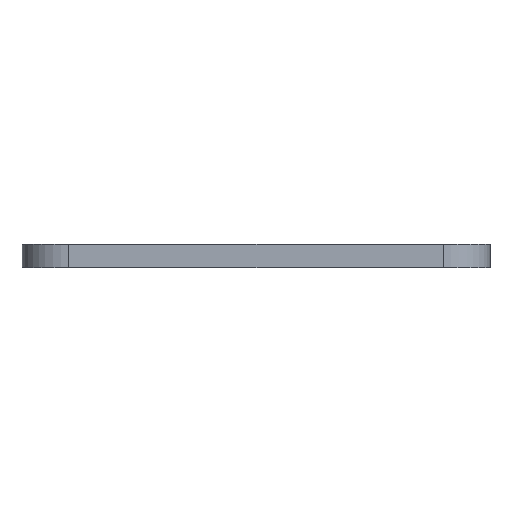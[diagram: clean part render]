
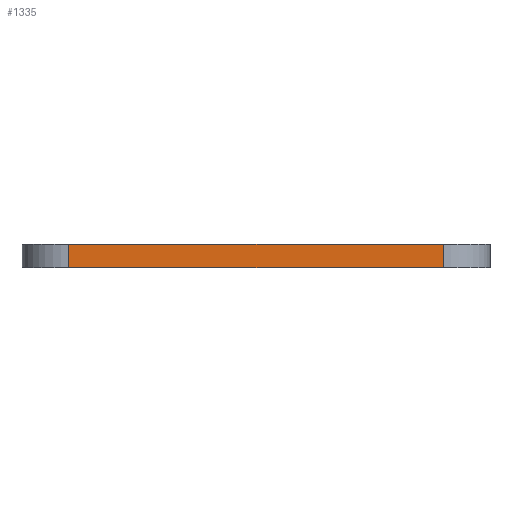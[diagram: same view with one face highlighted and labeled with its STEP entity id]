
A CAD part, left-side view. The second image highlights one B-rep face of the part: STEP entity #1335.
In plain terms, the highlighted planar face has unit normal (-1, 0, 0).
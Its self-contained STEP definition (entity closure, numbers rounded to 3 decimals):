
#155=CARTESIAN_POINT('',(-10.,8.0,0.5));
#156=VERTEX_POINT('',#155);
#164=CARTESIAN_POINT('',(-10.,-8.0,0.5));
#165=VERTEX_POINT('',#164);
#166=CARTESIAN_POINT('',(-10.,-8.0,0.5));
#167=DIRECTION('',(0.0,1.0,0.0));
#168=VECTOR('',#167,16.0);
#169=LINE('',#166,#168);
#170=EDGE_CURVE('',#165,#156,#169,.T.);
#644=CARTESIAN_POINT('',(-10.,-8.0,-0.5));
#645=VERTEX_POINT('',#644);
#653=CARTESIAN_POINT('',(-10.,8.0,-0.5));
#654=VERTEX_POINT('',#653);
#655=CARTESIAN_POINT('',(-10.,8.0,-0.5));
#656=DIRECTION('',(0.0,-1.0,0.0));
#657=VECTOR('',#656,16.0);
#658=LINE('',#655,#657);
#659=EDGE_CURVE('',#654,#645,#658,.T.);
#777=CARTESIAN_POINT('',(-10.,8.0,-0.5));
#778=DIRECTION('',(0.0,0.0,1.0));
#779=VECTOR('',#778,1.0);
#780=LINE('',#777,#779);
#781=EDGE_CURVE('',#654,#156,#780,.T.);
#799=CARTESIAN_POINT('',(-10.,-8.0,0.5));
#800=DIRECTION('',(0.0,0.0,-1.0));
#801=VECTOR('',#800,1.0);
#802=LINE('',#799,#801);
#803=EDGE_CURVE('',#165,#645,#802,.T.);
#1324=CARTESIAN_POINT('',(-10.,-10.0,0.0));
#1325=DIRECTION('',(-1.0,0.0,0.0));
#1326=DIRECTION('',(0.0,0.0,1.0));
#1327=AXIS2_PLACEMENT_3D('',#1324,#1325,#1326);
#1328=PLANE('',#1327);
#1329=ORIENTED_EDGE('',*,*,#781,.F.);
#1330=ORIENTED_EDGE('',*,*,#659,.T.);
#1331=ORIENTED_EDGE('',*,*,#803,.F.);
#1332=ORIENTED_EDGE('',*,*,#170,.T.);
#1333=EDGE_LOOP('',(#1329,#1330,#1331,#1332));
#1334=FACE_OUTER_BOUND('',#1333,.T.);
#1335=ADVANCED_FACE('',(#1334),#1328,.T.);
